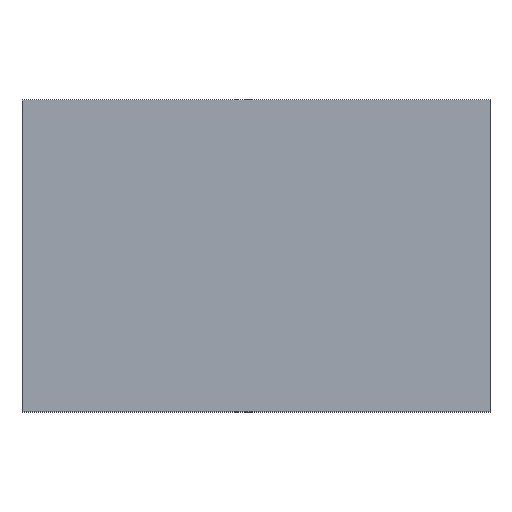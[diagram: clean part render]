
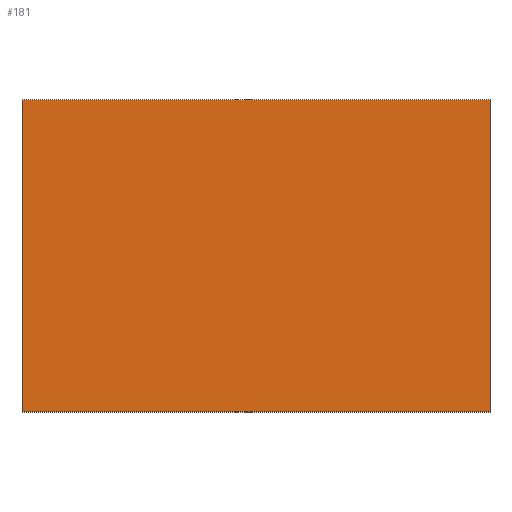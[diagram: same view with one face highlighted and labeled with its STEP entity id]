
A CAD part, top view. The second image highlights one B-rep face of the part: STEP entity #181.
In plain terms, the highlighted planar face has unit normal (0, 0, 1).
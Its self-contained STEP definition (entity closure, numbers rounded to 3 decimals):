
#181 = ADVANCED_FACE( '', ( #300 ), #301, .F. );
#300 = FACE_OUTER_BOUND( '', #386, .T. );
#301 = PLANE( '', #387 );
#386 = EDGE_LOOP( '', ( #570, #571, #572, #573 ) );
#387 = AXIS2_PLACEMENT_3D( '', #574, #575, #576 );
#570 = ORIENTED_EDGE( '', *, *, #594, .F. );
#571 = ORIENTED_EDGE( '', *, *, #613, .F. );
#572 = ORIENTED_EDGE( '', *, *, #637, .F. );
#573 = ORIENTED_EDGE( '', *, *, #650, .F. );
#574 = CARTESIAN_POINT( '', ( 0., 0., 0.025 ) );
#575 = DIRECTION( '', ( 0., 0., -1. ) );
#576 = DIRECTION( '', ( -1., 0., 0. ) );
#594 = EDGE_CURVE( '', #671, #673, #674, .T. );
#613 = EDGE_CURVE( '', #703, #671, #705, .T. );
#637 = EDGE_CURVE( '', #737, #703, #739, .T. );
#650 = EDGE_CURVE( '', #673, #737, #754, .T. );
#671 = VERTEX_POINT( '', #780 );
#673 = VERTEX_POINT( '', #783 );
#674 = LINE( '', #784, #785 );
#703 = VERTEX_POINT( '', #827 );
#705 = LINE( '', #830, #831 );
#737 = VERTEX_POINT( '', #878 );
#739 = LINE( '', #881, #882 );
#754 = LINE( '', #903, #904 );
#780 = CARTESIAN_POINT( '', ( 150., 100., 0.025 ) );
#783 = CARTESIAN_POINT( '', ( 150., -100., 0.025 ) );
#784 = CARTESIAN_POINT( '', ( 150., 100., 0.025 ) );
#785 = VECTOR( '', #920, 1000. );
#827 = CARTESIAN_POINT( '', ( -150., 100., 0.025 ) );
#830 = CARTESIAN_POINT( '', ( -150., 100., 0.025 ) );
#831 = VECTOR( '', #935, 1000. );
#878 = CARTESIAN_POINT( '', ( -150., -100., 0.025 ) );
#881 = CARTESIAN_POINT( '', ( -150., -100., 0.025 ) );
#882 = VECTOR( '', #952, 1000. );
#903 = CARTESIAN_POINT( '', ( 150., -100., 0.025 ) );
#904 = VECTOR( '', #959, 1000. );
#920 = DIRECTION( '', ( 0., -1., 0. ) );
#935 = DIRECTION( '', ( 1., 0., 0. ) );
#952 = DIRECTION( '', ( 0., 1., 0. ) );
#959 = DIRECTION( '', ( -1., 0., 0. ) );
